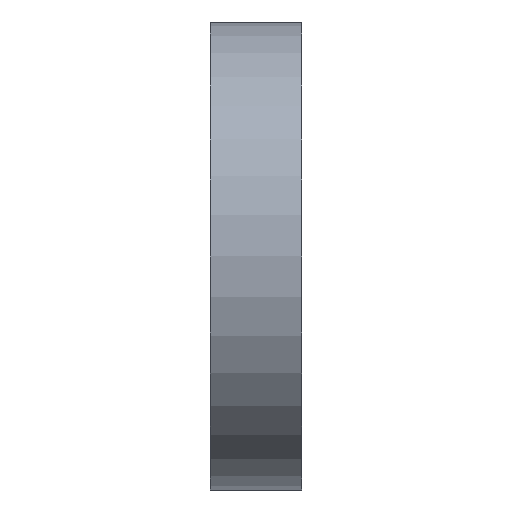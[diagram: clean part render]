
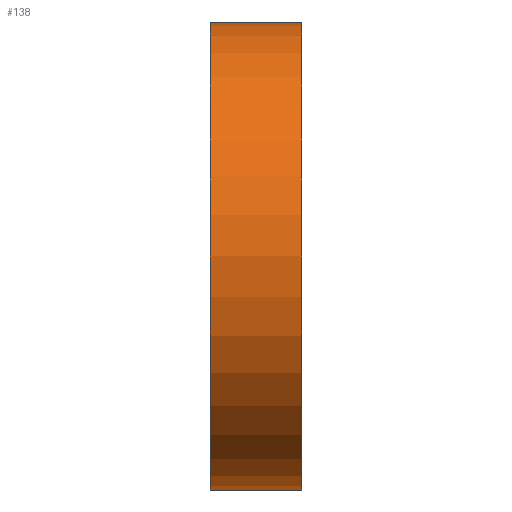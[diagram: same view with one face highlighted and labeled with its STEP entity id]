
A CAD part, left-side view. The second image highlights one B-rep face of the part: STEP entity #138.
In plain terms, the highlighted cylindrical face has radius 2.3 mm (diameter 4.6 mm), a partial arc.
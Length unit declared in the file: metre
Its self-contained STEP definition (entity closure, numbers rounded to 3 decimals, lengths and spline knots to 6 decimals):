
#15=CYLINDRICAL_SURFACE('',#167,0.0023);
#22=LINE('',#244,#30);
#23=LINE('',#246,#31);
#30=VECTOR('',#205,1.);
#31=VECTOR('',#208,1.);
#56=ORIENTED_EDGE('',*,*,#69,.T.);
#57=ORIENTED_EDGE('',*,*,#78,.F.);
#58=ORIENTED_EDGE('',*,*,#73,.F.);
#59=ORIENTED_EDGE('',*,*,#79,.T.);
#69=EDGE_CURVE('',#82,#85,#95,.T.);
#73=EDGE_CURVE('',#88,#90,#98,.T.);
#78=EDGE_CURVE('',#90,#85,#22,.T.);
#79=EDGE_CURVE('',#88,#82,#23,.T.);
#82=VERTEX_POINT('',#218);
#85=VERTEX_POINT('',#223);
#88=VERTEX_POINT('',#231);
#90=VERTEX_POINT('',#234);
#95=CIRCLE('',#157,0.0023);
#98=CIRCLE('',#161,0.0023);
#112=EDGE_LOOP('',(#56,#57,#58,#59));
#126=FACE_BOUND('',#112,.T.);
#138=ADVANCED_FACE('',(#126),#15,.T.);
#157=AXIS2_PLACEMENT_3D('',#224,#181,#182);
#161=AXIS2_PLACEMENT_3D('',#233,#190,#191);
#167=AXIS2_PLACEMENT_3D('',#245,#206,#207);
#181=DIRECTION('',(0.,-1.,0.));
#182=DIRECTION('',(0.,0.,-1.));
#190=DIRECTION('',(0.,-1.,0.));
#191=DIRECTION('',(0.,0.,-1.));
#205=DIRECTION('',(0.,1.,0.));
#206=DIRECTION('',(0.,1.,0.));
#207=DIRECTION('',(0.,0.,1.));
#208=DIRECTION('',(0.,1.,0.));
#218=CARTESIAN_POINT('',(0.,0.,0.0023));
#223=CARTESIAN_POINT('',(0.,0.,-0.0023));
#224=CARTESIAN_POINT('',(0.,0.,0.));
#231=CARTESIAN_POINT('',(0.,-0.0009,0.0023));
#233=CARTESIAN_POINT('',(0.,-0.0009,0.));
#234=CARTESIAN_POINT('',(0.,-0.0009,-0.0023));
#244=CARTESIAN_POINT('',(0.,-0.0009,-0.0023));
#245=CARTESIAN_POINT('',(0.,-0.0009,0.));
#246=CARTESIAN_POINT('',(0.,-0.0009,0.0023));
